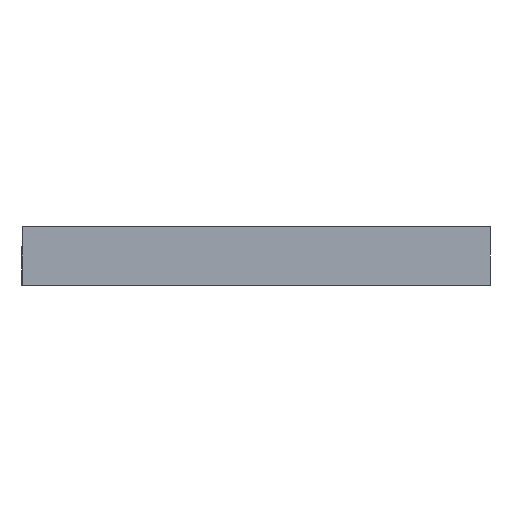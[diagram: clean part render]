
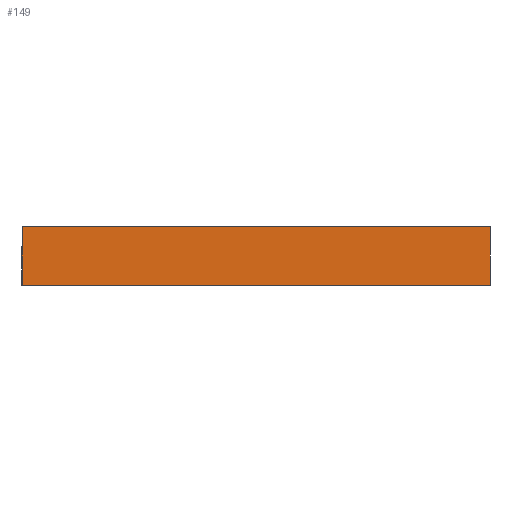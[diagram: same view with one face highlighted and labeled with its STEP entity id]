
A CAD part, front view. The second image highlights one B-rep face of the part: STEP entity #149.
In plain terms, the highlighted planar face has unit normal (0, -1, 0).
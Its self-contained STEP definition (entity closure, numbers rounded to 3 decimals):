
#86 = EDGE_CURVE ( 'NONE', #545, #1855, #2240, .T. ) ;
#120 = DIRECTION ( 'NONE',  ( 1., 0., 0. ) ) ;
#126 = LINE ( 'NONE', #842, #1731 ) ;
#149 = ADVANCED_FACE ( 'NONE', ( #1580 ), #1175, .F. ) ;
#211 = EDGE_CURVE ( 'NONE', #1875, #2450, #2009, .T. ) ;
#235 = CARTESIAN_POINT ( 'NONE',  ( -40., -27.7, 0. ) ) ;
#268 = EDGE_CURVE ( 'NONE', #1855, #2450, #1676, .T. ) ;
#470 = ORIENTED_EDGE ( 'NONE', *, *, #86, .F. ) ;
#509 = CARTESIAN_POINT ( 'NONE',  ( 40., -27.7, 0. ) ) ;
#545 = VERTEX_POINT ( 'NONE', #1827 ) ;
#569 = EDGE_CURVE ( 'NONE', #545, #1875, #126, .T. ) ;
#581 = EDGE_LOOP ( 'NONE', ( #998, #665, #470, #585 ) ) ;
#585 = ORIENTED_EDGE ( 'NONE', *, *, #569, .T. ) ;
#605 = DIRECTION ( 'NONE',  ( 0., 1., 0. ) ) ;
#665 = ORIENTED_EDGE ( 'NONE', *, *, #268, .F. ) ;
#796 = VECTOR ( 'NONE', #120, 1000. ) ;
#842 = CARTESIAN_POINT ( 'NONE',  ( -40., -27.7, 10. ) ) ;
#907 = CARTESIAN_POINT ( 'NONE',  ( 40., -27.7, 10. ) ) ;
#989 = CARTESIAN_POINT ( 'NONE',  ( -40., -27.7, 10. ) ) ;
#998 = ORIENTED_EDGE ( 'NONE', *, *, #211, .T. ) ;
#1003 = VECTOR ( 'NONE', #2278, 1000. ) ;
#1175 = PLANE ( 'NONE',  #1998 ) ;
#1580 = FACE_OUTER_BOUND ( 'NONE', #581, .T. ) ;
#1676 = LINE ( 'NONE', #907, #1003 ) ;
#1731 = VECTOR ( 'NONE', #2395, 1000. ) ;
#1800 = VECTOR ( 'NONE', #2085, 1000. ) ;
#1827 = CARTESIAN_POINT ( 'NONE',  ( -40., -27.7, 10. ) ) ;
#1855 = VERTEX_POINT ( 'NONE', #1936 ) ;
#1875 = VERTEX_POINT ( 'NONE', #235 ) ;
#1907 = CARTESIAN_POINT ( 'NONE',  ( -40., -27.7, 10. ) ) ;
#1936 = CARTESIAN_POINT ( 'NONE',  ( 40., -27.7, 10. ) ) ;
#1998 = AXIS2_PLACEMENT_3D ( 'NONE', #989, #605, #2131 ) ;
#2009 = LINE ( 'NONE', #2375, #796 ) ;
#2085 = DIRECTION ( 'NONE',  ( 1., 0., 0. ) ) ;
#2131 = DIRECTION ( 'NONE',  ( -1., 0., 0. ) ) ;
#2240 = LINE ( 'NONE', #1907, #1800 ) ;
#2278 = DIRECTION ( 'NONE',  ( 0., 0., -1. ) ) ;
#2375 = CARTESIAN_POINT ( 'NONE',  ( -40., -27.7, 0. ) ) ;
#2395 = DIRECTION ( 'NONE',  ( 0., 0., -1. ) ) ;
#2450 = VERTEX_POINT ( 'NONE', #509 ) ;
